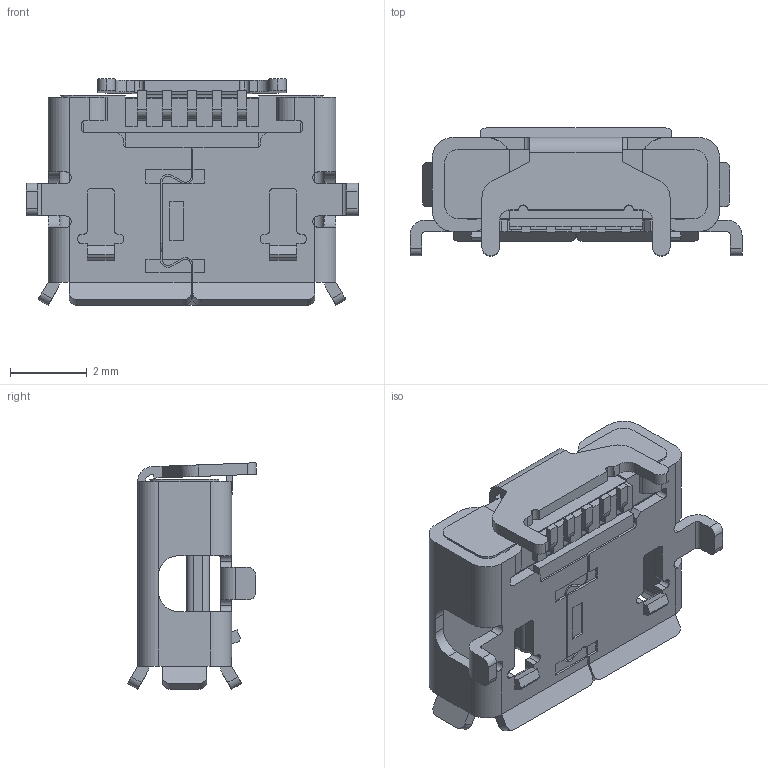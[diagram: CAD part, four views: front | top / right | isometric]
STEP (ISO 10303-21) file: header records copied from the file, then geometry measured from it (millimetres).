
FILE_DESCRIPTION(('STEP AP242'),'1');
FILE_NAME('47590-0001.stp','2020-11-14T01:14:05',('TraceParts'),('TraceParts S.A.'),'Spatial InterOp 3D',' ',' ');
FILE_SCHEMA(('AP242_MANAGED_MODEL_BASED_3D_ENGINEERING_MIM_LF {1 0 10303 442 1 1 4}'));
Length unit declared in the file: millimetre
Products named in the file (1): 47590-0001_1
Bounding box: 8.65 x 3.36 x 5.9 mm (x, y, z)
Volume: 48.9 mm3; surface area: 264.2 mm2
Topology: 1 solids, 1 shells, 498 faces, 1388 edges, 904 vertices
Faces by surface type: plane 360, cylinder 132, torus 4, bspline 2
Entity records: 16192 total; most frequent: CARTESIAN_POINT 3171, ORIENTED_EDGE 2776, DIRECTION 2645, EDGE_CURVE 1388, LINE 1077, VECTOR 1077, VERTEX_POINT 904, AXIS2_PLACEMENT_3D 784
